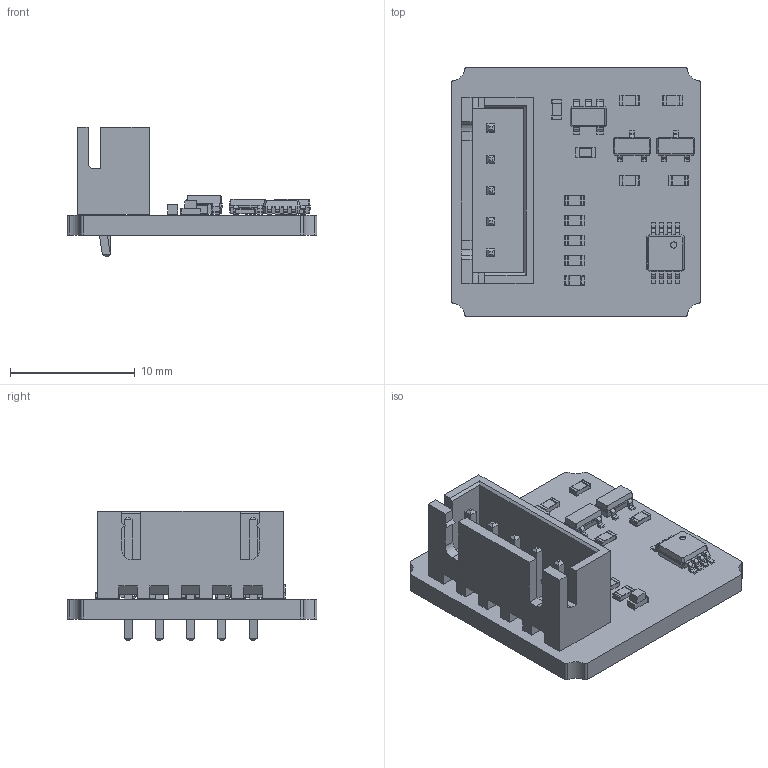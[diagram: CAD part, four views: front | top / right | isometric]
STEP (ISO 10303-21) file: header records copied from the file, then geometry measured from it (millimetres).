
FILE_DESCRIPTION(('KiCad electronic assembly'),'2;1');
FILE_NAME('LM75ADP_MKPV2.step','2024-07-18T16:49:54',('Pcbnew'),('Kicad' ),'Open CASCADE STEP processor 7.8','KiCad to STEP converter', 'Unknown');
FILE_SCHEMA(('AUTOMOTIVE_DESIGN { 1 0 10303 214 1 1 1 1 }'));
Length unit declared in the file: millimetre
Products named in the file (16): LM75ADP_MKPV2 1; R_0603_1608Metric; C_0603_1608Metric; JST_XH_B5B-XH-A_1x05_P2.50mm_Vertical; JST_B5B_XH_A; SOT-23-5; SOT_23_5; SOT-23; SOT_23; TSSOP-8_3x3mm_P0.65mm; TSSOP_8_3x3mm_P065mm; LED_0603_1608Metric; LM75ADP_MKPV2_PCB
Assembly tree (24 placements, depth 3):
  LM75ADP_MKPV2 1
    R_0603_1608Metric  x8
      R_0603_1608Metric
    C_0603_1608Metric  x2
      C_0603_1608Metric
    JST_XH_B5B-XH-A_1x05_P2.50mm_Vertical
      JST_B5B_XH_A
    SOT-23-5
      SOT_23_5
    SOT-23  x2
      SOT_23
    TSSOP-8_3x3mm_P0.65mm
      TSSOP_8_3x3mm_P065mm
    LED_0603_1608Metric
      LED_0603_1608Metric
    LM75ADP_MKPV2_PCB
Bounding box: 20 x 20 x 10.4 mm (x, y, z)
Volume: 952.8 mm3; surface area: 1844.6 mm2
Topology: 17 solids, 17 shells, 919 faces, 2349 edges, 1480 vertices
Faces by surface type: plane 610, cylinder 194, bspline 115
Full cylindrical faces by diameter (mm): 0.5 x1, 0.95 x5
Entity records: 23297 total; most frequent: CARTESIAN_POINT 3657, ORIENTED_EDGE 3242, DIRECTION 2893, EDGE_CURVE 1621, LINE 1297, VECTOR 1297, VERTEX_POINT 1018, AXIS2_PLACEMENT_3D 798
